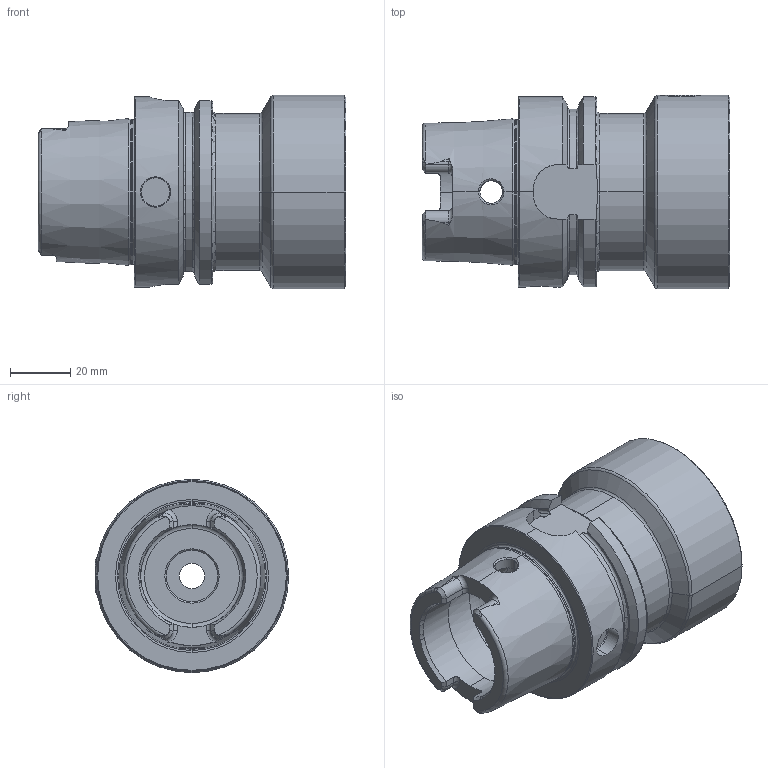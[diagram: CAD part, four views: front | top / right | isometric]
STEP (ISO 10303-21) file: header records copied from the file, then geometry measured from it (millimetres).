
FILE_DESCRIPTION (( 'STEP AP214' ), '1' );
FILE_NAME ('144.806.064.070.STEP', '2018-09-18T11:14:37', ( 'SWIAdmin' ), ( 'Hewlett-Packard Company' ), 'SwSTEP 2.0', 'SolidWorks 2017', '' );
FILE_SCHEMA (( 'AUTOMOTIVE_DESIGN' ));
Length unit declared in the file: millimetre
Products named in the file (4): DIN 3771 - 33x2; ST6-ER1.001.018_A; HA6-ST6.K01.070_B_Fertigbearbeitung; 144.806.064.070
Assembly tree (3 placements, depth 2):
  144.806.064.070
    HA6-ST6.K01.070_B_Fertigbearbeitung
    ST6-ER1.001.018_A
    DIN 3771 - 33x2
Bounding box: 101.9 x 64 x 64 mm (x, y, z)
Volume: 159465.7 mm3; surface area: 38845.1 mm2
Topology: 3 solids, 3 shells, 236 faces, 614 edges, 380 vertices
Faces by surface type: plane 70, cylinder 60, torus 46, cone 46, bspline 14
Entity records: 10551 total; most frequent: CARTESIAN_POINT 3520, ORIENTED_EDGE 1224, DIRECTION 1117, EDGE_CURVE 612, AXIS2_PLACEMENT_3D 455, VERTEX_POINT 380, EDGE_LOOP 244, ADVANCED_FACE 236
